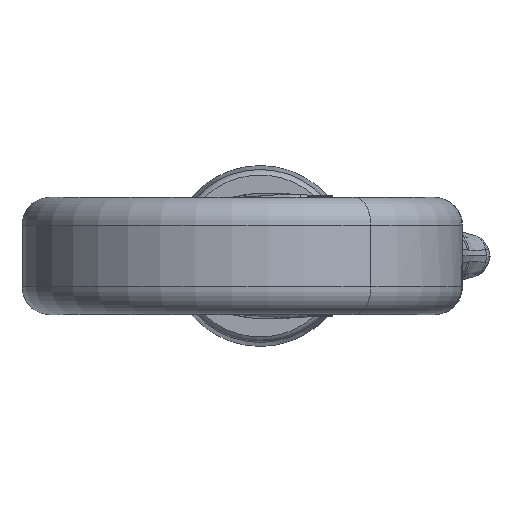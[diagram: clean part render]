
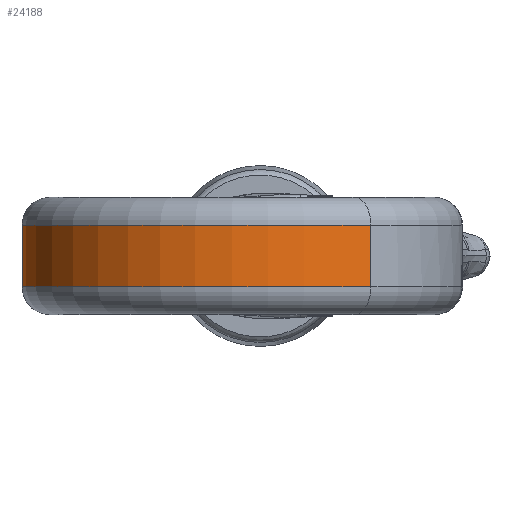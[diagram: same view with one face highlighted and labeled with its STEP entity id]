
A CAD part, front view. The second image highlights one B-rep face of the part: STEP entity #24188.
In plain terms, the highlighted cylindrical face has radius 79.9 mm (diameter 159.8 mm), a partial arc.
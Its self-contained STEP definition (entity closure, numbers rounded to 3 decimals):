
#1855 = VECTOR ( 'NONE', #19748, 1000. ) ;
#2130 = EDGE_CURVE ( 'NONE', #12003, #3216, #13967, .T. ) ;
#2256 = AXIS2_PLACEMENT_3D ( 'NONE', #28844, #13239, #2257 ) ;
#2257 = DIRECTION ( 'NONE',  ( 1., 0., 0. ) ) ;
#3216 = VERTEX_POINT ( 'NONE', #8354 ) ;
#3320 = DIRECTION ( 'NONE',  ( 0., 0., 1. ) ) ;
#3825 = CIRCLE ( 'NONE', #43578, 79.9 ) ;
#4050 = DIRECTION ( 'NONE',  ( -1., 0., 0. ) ) ;
#4222 = CARTESIAN_POINT ( 'NONE',  ( 39.642, -183.769, 11. ) ) ;
#5032 = EDGE_CURVE ( 'NONE', #28541, #35165, #3825, .T. ) ;
#5316 = ORIENTED_EDGE ( 'NONE', *, *, #5032, .T. ) ;
#7184 = LINE ( 'NONE', #28872, #29033 ) ;
#8354 = CARTESIAN_POINT ( 'NONE',  ( -85.268, -120.056, 11. ) ) ;
#12003 = VERTEX_POINT ( 'NONE', #4222 ) ;
#12875 = EDGE_CURVE ( 'NONE', #3216, #28541, #23654, .T. ) ;
#13239 = DIRECTION ( 'NONE',  ( 0., 0., -1. ) ) ;
#13967 = CIRCLE ( 'NONE', #2256, 79.9 ) ;
#14974 = DIRECTION ( 'NONE',  ( 0., 0., -1. ) ) ;
#19748 = DIRECTION ( 'NONE',  ( 0., 0., -1. ) ) ;
#20169 = DIRECTION ( 'NONE',  ( -1., 0., 0. ) ) ;
#23654 = LINE ( 'NONE', #38271, #1855 ) ;
#24188 = ADVANCED_FACE ( 'NONE', ( #36005 ), #31599, .T. ) ;
#27827 = EDGE_LOOP ( 'NONE', ( #31368, #37842, #43737, #5316 ) ) ;
#28541 = VERTEX_POINT ( 'NONE', #30291 ) ;
#28844 = CARTESIAN_POINT ( 'NONE',  ( -5.401, -117.776, 11. ) ) ;
#28872 = CARTESIAN_POINT ( 'NONE',  ( 39.642, -183.769, 142.439 ) ) ;
#29033 = VECTOR ( 'NONE', #14974, 1000. ) ;
#30291 = CARTESIAN_POINT ( 'NONE',  ( -85.268, -120.056, -11. ) ) ;
#31368 = ORIENTED_EDGE ( 'NONE', *, *, #46960, .F. ) ;
#31599 = CYLINDRICAL_SURFACE ( 'NONE', #36090, 79.9 ) ;
#32826 = CARTESIAN_POINT ( 'NONE',  ( -5.401, -117.776, -11. ) ) ;
#35165 = VERTEX_POINT ( 'NONE', #39301 ) ;
#36005 = FACE_OUTER_BOUND ( 'NONE', #27827, .T. ) ;
#36090 = AXIS2_PLACEMENT_3D ( 'NONE', #46774, #46523, #20169 ) ;
#37842 = ORIENTED_EDGE ( 'NONE', *, *, #2130, .T. ) ;
#38271 = CARTESIAN_POINT ( 'NONE',  ( -85.268, -120.056, 133.59 ) ) ;
#39301 = CARTESIAN_POINT ( 'NONE',  ( 39.642, -183.769, -11. ) ) ;
#43578 = AXIS2_PLACEMENT_3D ( 'NONE', #32826, #3320, #4050 ) ;
#43737 = ORIENTED_EDGE ( 'NONE', *, *, #12875, .T. ) ;
#46523 = DIRECTION ( 'NONE',  ( 0., 0., -1. ) ) ;
#46774 = CARTESIAN_POINT ( 'NONE',  ( -5.401, -117.776, 142.439 ) ) ;
#46960 = EDGE_CURVE ( 'NONE', #12003, #35165, #7184, .T. ) ;
